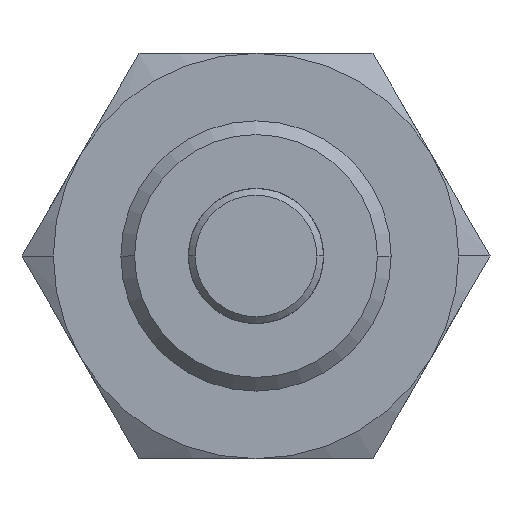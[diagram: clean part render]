
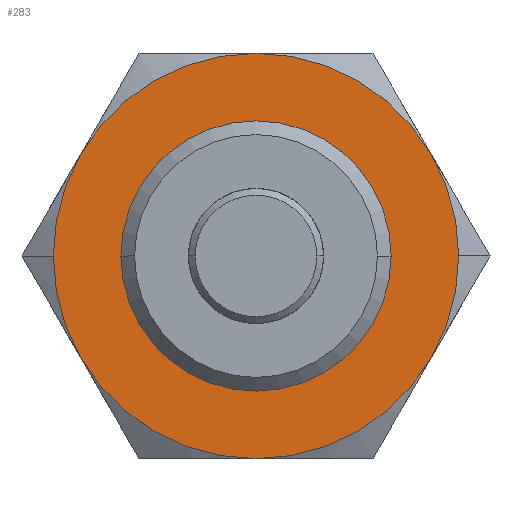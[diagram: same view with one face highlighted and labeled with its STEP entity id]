
A CAD part, front view. The second image highlights one B-rep face of the part: STEP entity #283.
In plain terms, the highlighted planar face has unit normal (0, -1, 0).
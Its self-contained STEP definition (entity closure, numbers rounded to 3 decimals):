
#283=ADVANCED_FACE('',(#554,#555),#556,.T.);
#554=FACE_OUTER_BOUND('',#829,.T.);
#555=FACE_BOUND('',#830,.T.);
#556=PLANE('',#831);
#829=EDGE_LOOP('',(#1506,#1507,#1508,#1509,#1510,#1511,#1512,#1513));
#830=EDGE_LOOP('',(#1514,#1515));
#831=AXIS2_PLACEMENT_3D('',#1516,#1517,#1518);
#1506=ORIENTED_EDGE('',*,*,#1817,.F.);
#1507=ORIENTED_EDGE('',*,*,#1798,.F.);
#1508=ORIENTED_EDGE('',*,*,#1802,.F.);
#1509=ORIENTED_EDGE('',*,*,#1805,.F.);
#1510=ORIENTED_EDGE('',*,*,#1795,.F.);
#1511=ORIENTED_EDGE('',*,*,#1810,.F.);
#1512=ORIENTED_EDGE('',*,*,#1814,.F.);
#1513=ORIENTED_EDGE('',*,*,#1790,.F.);
#1514=ORIENTED_EDGE('',*,*,#1847,.T.);
#1515=ORIENTED_EDGE('',*,*,#1769,.T.);
#1516=CARTESIAN_POINT('',(10.0,17.0,0.0));
#1517=DIRECTION('',(0.0,-1.0,0.0));
#1518=DIRECTION('',(-1.0,0.0,0.0));
#1769=EDGE_CURVE('',#2139,#2136,#2140,.T.);
#1790=EDGE_CURVE('',#2171,#2174,#2175,.T.);
#1795=EDGE_CURVE('',#2181,#2179,#2183,.T.);
#1798=EDGE_CURVE('',#2186,#2188,#2189,.T.);
#1802=EDGE_CURVE('',#2193,#2186,#2195,.T.);
#1805=EDGE_CURVE('',#2179,#2193,#2198,.T.);
#1810=EDGE_CURVE('',#2203,#2181,#2205,.T.);
#1814=EDGE_CURVE('',#2174,#2203,#2210,.T.);
#1817=EDGE_CURVE('',#2188,#2171,#2213,.T.);
#1847=EDGE_CURVE('',#2136,#2139,#2251,.T.);
#2136=VERTEX_POINT('',#2868);
#2139=VERTEX_POINT('',#2872);
#2140=CIRCLE('',#2873,8.0);
#2171=VERTEX_POINT('',#2933);
#2174=VERTEX_POINT('',#2937);
#2175=CIRCLE('',#2938,12.0);
#2179=VERTEX_POINT('',#2953);
#2181=VERTEX_POINT('',#2956);
#2183=CIRCLE('',#2969,12.0);
#2186=VERTEX_POINT('',#2972);
#2188=VERTEX_POINT('',#2985);
#2189=CIRCLE('',#2986,12.0);
#2193=VERTEX_POINT('',#3001);
#2195=CIRCLE('',#3014,12.0);
#2198=CIRCLE('',#3028,12.0);
#2203=VERTEX_POINT('',#3055);
#2205=CIRCLE('',#3068,12.0);
#2210=CIRCLE('',#3095,12.0);
#2213=CIRCLE('',#3109,12.0);
#2251=CIRCLE('',#3257,8.0);
#2868=CARTESIAN_POINT('',(8.0,17.0,0.0));
#2872=CARTESIAN_POINT('',(-8.0,17.0,0.));
#2873=AXIS2_PLACEMENT_3D('',#3506,#3507,#3508);
#2933=CARTESIAN_POINT('',(12.0,17.0,0.));
#2937=CARTESIAN_POINT('',(10.392,17.0,-6.0));
#2938=AXIS2_PLACEMENT_3D('',#3532,#3533,#3534);
#2953=CARTESIAN_POINT('',(-12.0,17.0,0.));
#2956=CARTESIAN_POINT('',(-10.392,17.0,-6.0));
#2969=AXIS2_PLACEMENT_3D('',#3536,#3537,#3538);
#2972=CARTESIAN_POINT('',(0.,17.0,12.0));
#2985=CARTESIAN_POINT('',(10.392,17.0,6.0));
#2986=AXIS2_PLACEMENT_3D('',#3539,#3540,#3541);
#3001=CARTESIAN_POINT('',(-10.392,17.0,6.0));
#3014=AXIS2_PLACEMENT_3D('',#3542,#3543,#3544);
#3028=AXIS2_PLACEMENT_3D('',#3545,#3546,#3547);
#3055=CARTESIAN_POINT('',(0.0,17.0,-12.0));
#3068=AXIS2_PLACEMENT_3D('',#3548,#3549,#3550);
#3095=AXIS2_PLACEMENT_3D('',#3551,#3552,#3553);
#3109=AXIS2_PLACEMENT_3D('',#3554,#3555,#3556);
#3257=AXIS2_PLACEMENT_3D('',#3584,#3585,#3586);
#3506=CARTESIAN_POINT('',(0.0,17.0,0.0));
#3507=DIRECTION('',(-0.0,1.0,0.0));
#3508=DIRECTION('',(1.0,0.0,0.0));
#3532=CARTESIAN_POINT('',(0.0,17.0,0.0));
#3533=DIRECTION('',(-0.0,1.0,0.0));
#3534=DIRECTION('',(1.0,0.0,0.0));
#3536=CARTESIAN_POINT('',(0.0,17.0,0.0));
#3537=DIRECTION('',(-0.0,1.0,0.0));
#3538=DIRECTION('',(1.0,0.0,0.0));
#3539=CARTESIAN_POINT('',(0.0,17.0,0.0));
#3540=DIRECTION('',(-0.0,1.0,0.0));
#3541=DIRECTION('',(1.0,0.0,0.0));
#3542=CARTESIAN_POINT('',(0.0,17.0,0.0));
#3543=DIRECTION('',(-0.0,1.0,0.0));
#3544=DIRECTION('',(1.0,0.0,0.0));
#3545=CARTESIAN_POINT('',(0.0,17.0,0.0));
#3546=DIRECTION('',(-0.0,1.0,0.0));
#3547=DIRECTION('',(1.0,0.0,0.0));
#3548=CARTESIAN_POINT('',(0.0,17.0,0.0));
#3549=DIRECTION('',(-0.0,1.0,0.0));
#3550=DIRECTION('',(1.0,0.0,0.0));
#3551=CARTESIAN_POINT('',(0.0,17.0,0.0));
#3552=DIRECTION('',(-0.0,1.0,0.0));
#3553=DIRECTION('',(1.0,0.0,0.0));
#3554=CARTESIAN_POINT('',(0.0,17.0,0.0));
#3555=DIRECTION('',(-0.0,1.0,0.0));
#3556=DIRECTION('',(1.0,0.0,0.0));
#3584=CARTESIAN_POINT('',(0.0,17.0,0.0));
#3585=DIRECTION('',(-0.0,1.0,0.0));
#3586=DIRECTION('',(1.0,0.0,0.0));
